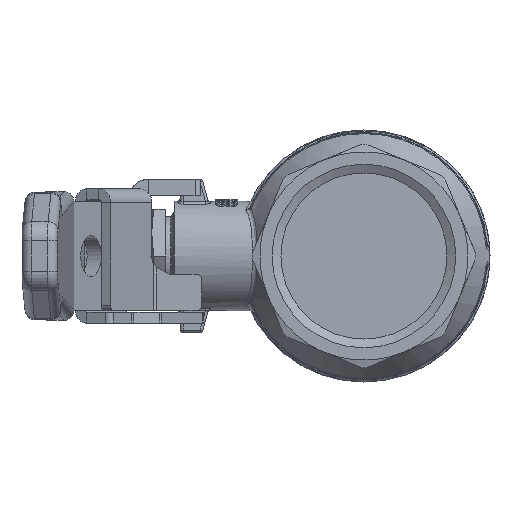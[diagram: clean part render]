
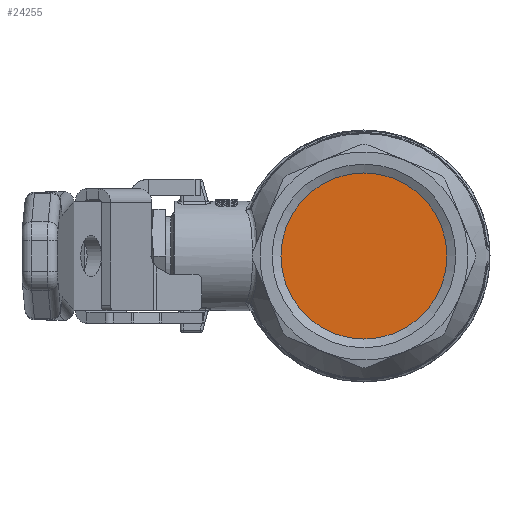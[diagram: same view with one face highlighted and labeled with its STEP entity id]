
A CAD part, left-side view. The second image highlights one B-rep face of the part: STEP entity #24255.
In plain terms, the highlighted planar face has unit normal (-1, 0, 0).
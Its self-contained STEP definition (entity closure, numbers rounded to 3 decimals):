
#1918=PLANE('',#25756);
#2612=FACE_OUTER_BOUND('',#3996,.T.);
#3996=EDGE_LOOP('',(#16034));
#9237=CIRCLE('',#25753,15.146);
#9802=VERTEX_POINT('',#32906);
#12208=EDGE_CURVE('',#9802,#9802,#9237,.T.);
#16034=ORIENTED_EDGE('',*,*,#12208,.T.);
#24255=ADVANCED_FACE('',(#2612),#1918,.F.);
#25753=AXIS2_PLACEMENT_3D('',#32907,#27642,#27643);
#25756=AXIS2_PLACEMENT_3D('',#32913,#27649,#27650);
#27642=DIRECTION('center_axis',(-1.,0.,0.));
#27643=DIRECTION('ref_axis',(0.,0.,1.));
#27649=DIRECTION('center_axis',(1.,0.,0.));
#27650=DIRECTION('ref_axis',(0.,0.,-1.));
#32906=CARTESIAN_POINT('',(-37.5,15.146,0.));
#32907=CARTESIAN_POINT('Origin',(-37.5,0.,0.));
#32913=CARTESIAN_POINT('Origin',(-37.5,-15.146,0.));
